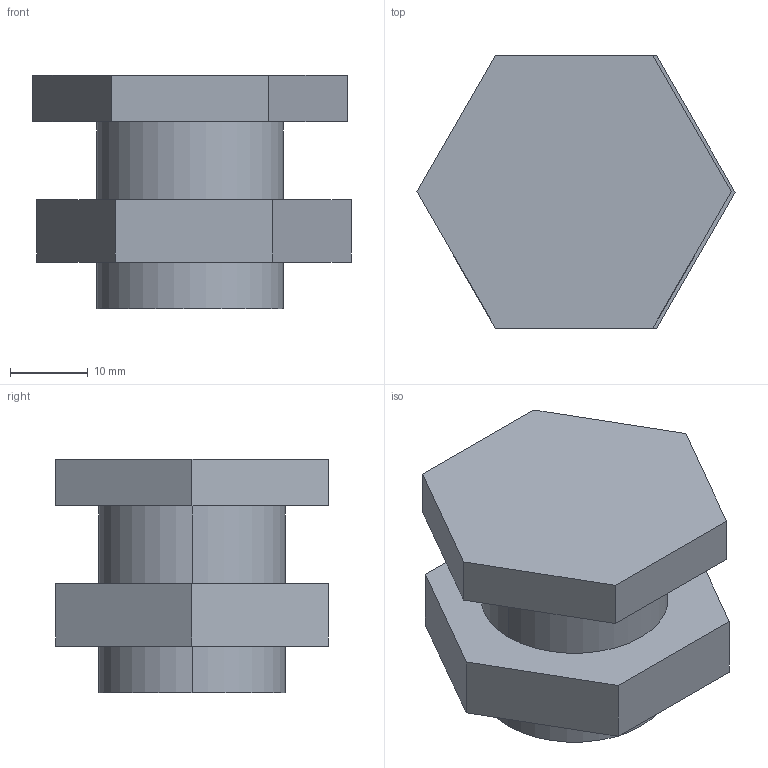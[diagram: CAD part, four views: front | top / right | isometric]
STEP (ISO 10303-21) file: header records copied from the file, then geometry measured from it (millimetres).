
FILE_DESCRIPTION(('CATIA V5 STEP Exchange'),'2;1');
FILE_NAME('Product2.stp','2020-11-11T06:03:57+00:00',('none'),('none'),'CATIA Version 5 Release 20 GA (IN-10)','CATIA V5 STEP AP203','none');
FILE_SCHEMA(('CONFIG_CONTROL_DESIGN'));
Length unit declared in the file: millimetre
Products named in the file (3): 产品1; 产品3; 产品4
Assembly tree (4 placements, depth 3):
  产品1
    产品3
      #66
    产品4
      #399
Bounding box: 40.91 x 35 x 30 mm (x, y, z)
Volume: 22090.6 mm3; surface area: 7448.9 mm2
Topology: 2 solids, 2 shells, 21 faces, 48 edges, 32 vertices
Faces by surface type: plane 17, cylinder 4
Entity records: 699 total; most frequent: CARTESIAN_POINT 107, DIRECTION 102, ORIENTED_EDGE 96, EDGE_CURVE 48, VECTOR 40, LINE 40, AXIS2_PLACEMENT_3D 35, VERTEX_POINT 32
